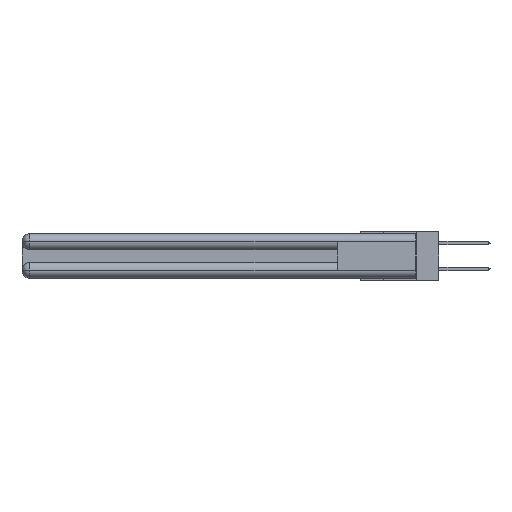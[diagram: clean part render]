
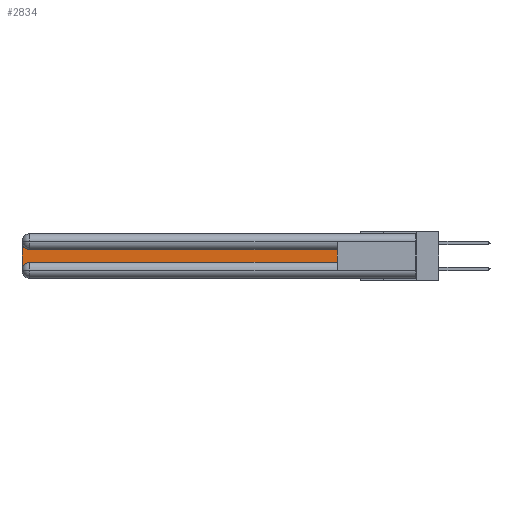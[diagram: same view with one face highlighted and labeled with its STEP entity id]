
A CAD part, left-side view. The second image highlights one B-rep face of the part: STEP entity #2834.
In plain terms, the highlighted planar face has unit normal (-1, 0, 0).
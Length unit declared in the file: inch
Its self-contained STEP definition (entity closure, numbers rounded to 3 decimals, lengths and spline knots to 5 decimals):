
#106 = CARTESIAN_POINT ( 'NONE',  ( 0.075, 0.6, -0.1225 ) ) ;
#158 = EDGE_CURVE ( 'NONE', #10920, #3160, #23964, .T. ) ;
#441 = LINE ( 'NONE', #14409, #8746 ) ;
#1520 = VERTEX_POINT ( 'NONE', #10327 ) ;
#2051 = CARTESIAN_POINT ( 'NONE',  ( 0.075, 0.6, -0.2175 ) ) ;
#2161 = CARTESIAN_POINT ( 'NONE',  ( 0.075, 2.94, -0.1225 ) ) ;
#2215 = ORIENTED_EDGE ( 'NONE', *, *, #3560, .T. ) ;
#2371 = DIRECTION ( 'NONE',  ( 0., 0., -1. ) ) ;
#2532 = CARTESIAN_POINT ( 'NONE',  ( 0.075, 3., -0.0625 ) ) ;
#2834 = ADVANCED_FACE ( 'NONE', ( #16776 ), #4542, .F. ) ;
#3160 = VERTEX_POINT ( 'NONE', #2161 ) ;
#3170 = CIRCLE ( 'NONE', #4845, 0.06 ) ;
#3492 = DIRECTION ( 'NONE',  ( 0., -1., 0. ) ) ;
#3493 = ORIENTED_EDGE ( 'NONE', *, *, #14581, .T. ) ;
#3535 = VECTOR ( 'NONE', #20015, 39.37008 ) ;
#3560 = EDGE_CURVE ( 'NONE', #3160, #6297, #18116, .T. ) ;
#4542 = PLANE ( 'NONE',  #10218 ) ;
#4816 = EDGE_CURVE ( 'NONE', #1520, #7332, #3170, .T. ) ;
#4845 = AXIS2_PLACEMENT_3D ( 'NONE', #8861, #20148, #2371 ) ;
#5653 = LINE ( 'NONE', #12537, #28747 ) ;
#6297 = VERTEX_POINT ( 'NONE', #2532 ) ;
#6778 = ORIENTED_EDGE ( 'NONE', *, *, #19692, .T. ) ;
#7332 = VERTEX_POINT ( 'NONE', #26900 ) ;
#8746 = VECTOR ( 'NONE', #9997, 39.37008 ) ;
#8861 = CARTESIAN_POINT ( 'NONE',  ( 0.075, 2.94, -0.2775 ) ) ;
#9997 = DIRECTION ( 'NONE',  ( 0., 0., -1. ) ) ;
#10218 = AXIS2_PLACEMENT_3D ( 'NONE', #20284, #20484, #18036 ) ;
#10327 = CARTESIAN_POINT ( 'NONE',  ( 0.075, 3., -0.2775 ) ) ;
#10920 = VERTEX_POINT ( 'NONE', #106 ) ;
#11531 = AXIS2_PLACEMENT_3D ( 'NONE', #21813, #24084, #26622 ) ;
#12165 = CARTESIAN_POINT ( 'NONE',  ( 0.075, 0.6, -0.2175 ) ) ;
#12537 = CARTESIAN_POINT ( 'NONE',  ( 0.075, 0.6, -0.2175 ) ) ;
#12927 = LINE ( 'NONE', #2051, #3535 ) ;
#14172 = ORIENTED_EDGE ( 'NONE', *, *, #19273, .T. ) ;
#14321 = ORIENTED_EDGE ( 'NONE', *, *, #4816, .T. ) ;
#14409 = CARTESIAN_POINT ( 'NONE',  ( 0.075, 3., -0.2175 ) ) ;
#14581 = EDGE_CURVE ( 'NONE', #6297, #1520, #441, .T. ) ;
#14960 = EDGE_LOOP ( 'NONE', ( #25262, #2215, #3493, #14321, #14172, #6778 ) ) ;
#16776 = FACE_OUTER_BOUND ( 'NONE', #14960, .T. ) ;
#18036 = DIRECTION ( 'NONE',  ( 0., 0., -1. ) ) ;
#18116 = CIRCLE ( 'NONE', #11531, 0.06 ) ;
#19273 = EDGE_CURVE ( 'NONE', #7332, #24455, #5653, .T. ) ;
#19692 = EDGE_CURVE ( 'NONE', #24455, #10920, #12927, .T. ) ;
#20015 = DIRECTION ( 'NONE',  ( 0., 0., 1. ) ) ;
#20148 = DIRECTION ( 'NONE',  ( 1., 0., 0. ) ) ;
#20284 = CARTESIAN_POINT ( 'NONE',  ( 0.075, 3., -0.1225 ) ) ;
#20484 = DIRECTION ( 'NONE',  ( 1., 0., 0. ) ) ;
#21813 = CARTESIAN_POINT ( 'NONE',  ( 0.075, 2.94, -0.0625 ) ) ;
#23964 = LINE ( 'NONE', #28669, #27797 ) ;
#24084 = DIRECTION ( 'NONE',  ( 1., 0., 0. ) ) ;
#24455 = VERTEX_POINT ( 'NONE', #12165 ) ;
#25262 = ORIENTED_EDGE ( 'NONE', *, *, #158, .T. ) ;
#26622 = DIRECTION ( 'NONE',  ( 0., 0., -1. ) ) ;
#26900 = CARTESIAN_POINT ( 'NONE',  ( 0.075, 2.94, -0.2175 ) ) ;
#27797 = VECTOR ( 'NONE', #28376, 39.37008 ) ;
#28376 = DIRECTION ( 'NONE',  ( 0., 1., 0. ) ) ;
#28669 = CARTESIAN_POINT ( 'NONE',  ( 0.075, 0.6, -0.1225 ) ) ;
#28747 = VECTOR ( 'NONE', #3492, 39.37008 ) ;
